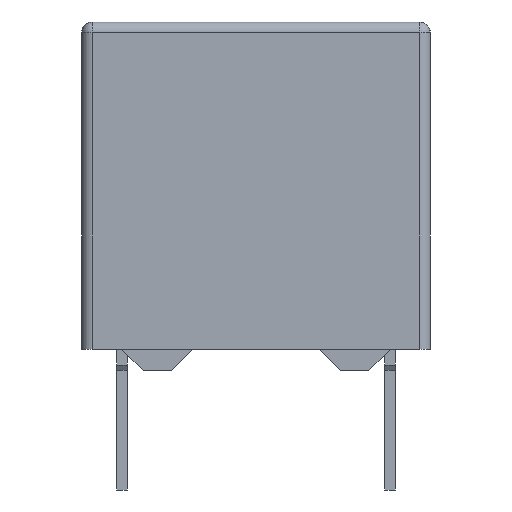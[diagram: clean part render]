
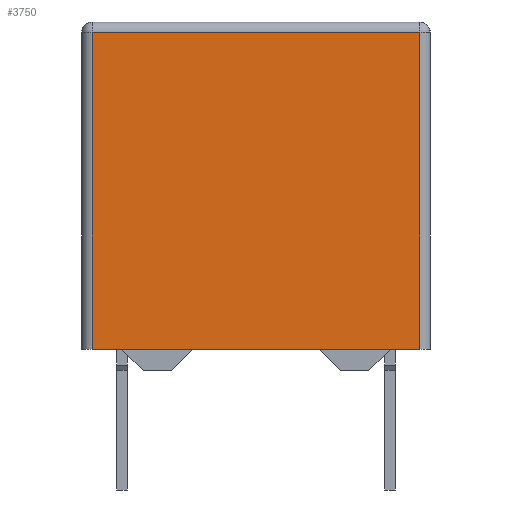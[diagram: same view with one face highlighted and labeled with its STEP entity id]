
A CAD part, left-side view. The second image highlights one B-rep face of the part: STEP entity #3750.
In plain terms, the highlighted planar face has unit normal (-1, 0, 0).
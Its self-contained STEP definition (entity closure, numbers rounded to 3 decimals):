
#3354=CARTESIAN_POINT('',(-10.0,-4.65,9.6));
#3355=VERTEX_POINT('',#3354);
#3420=CARTESIAN_POINT('',(-10.0,4.65,9.6));
#3421=VERTEX_POINT('',#3420);
#3558=CARTESIAN_POINT('',(-10.0,4.65,0.6));
#3559=VERTEX_POINT('',#3558);
#3567=CARTESIAN_POINT('',(-10.0,4.65,0.6));
#3568=DIRECTION('',(0.0,0.0,1.0));
#3569=VECTOR('',#3568,9.0);
#3570=LINE('',#3567,#3569);
#3571=EDGE_CURVE('',#3559,#3421,#3570,.T.);
#3589=CARTESIAN_POINT('',(-10.0,4.65,9.6));
#3590=DIRECTION('',(0.0,-1.0,0.0));
#3591=VECTOR('',#3590,9.3);
#3592=LINE('',#3589,#3591);
#3593=EDGE_CURVE('',#3421,#3355,#3592,.T.);
#3656=CARTESIAN_POINT('',(-10.0,-4.65,0.6));
#3657=VERTEX_POINT('',#3656);
#3674=CARTESIAN_POINT('',(-10.0,-4.65,9.6));
#3675=DIRECTION('',(0.0,0.0,-1.0));
#3676=VECTOR('',#3675,9.0);
#3677=LINE('',#3674,#3676);
#3678=EDGE_CURVE('',#3355,#3657,#3677,.T.);
#3734=CARTESIAN_POINT('',(-10.0,-4.95,0.6));
#3735=DIRECTION('',(-1.0,0.0,0.0));
#3736=DIRECTION('',(0.0,0.0,-1.0));
#3737=AXIS2_PLACEMENT_3D('',#3734,#3735,#3736);
#3738=PLANE('',#3737);
#3739=ORIENTED_EDGE('',*,*,#3571,.F.);
#3740=CARTESIAN_POINT('',(-10.0,-4.65,0.6));
#3741=DIRECTION('',(0.0,1.0,0.0));
#3742=VECTOR('',#3741,9.3);
#3743=LINE('',#3740,#3742);
#3744=EDGE_CURVE('',#3657,#3559,#3743,.T.);
#3745=ORIENTED_EDGE('',*,*,#3744,.F.);
#3746=ORIENTED_EDGE('',*,*,#3678,.F.);
#3747=ORIENTED_EDGE('',*,*,#3593,.F.);
#3748=EDGE_LOOP('',(#3739,#3745,#3746,#3747));
#3749=FACE_OUTER_BOUND('',#3748,.T.);
#3750=ADVANCED_FACE('',(#3749),#3738,.T.);
